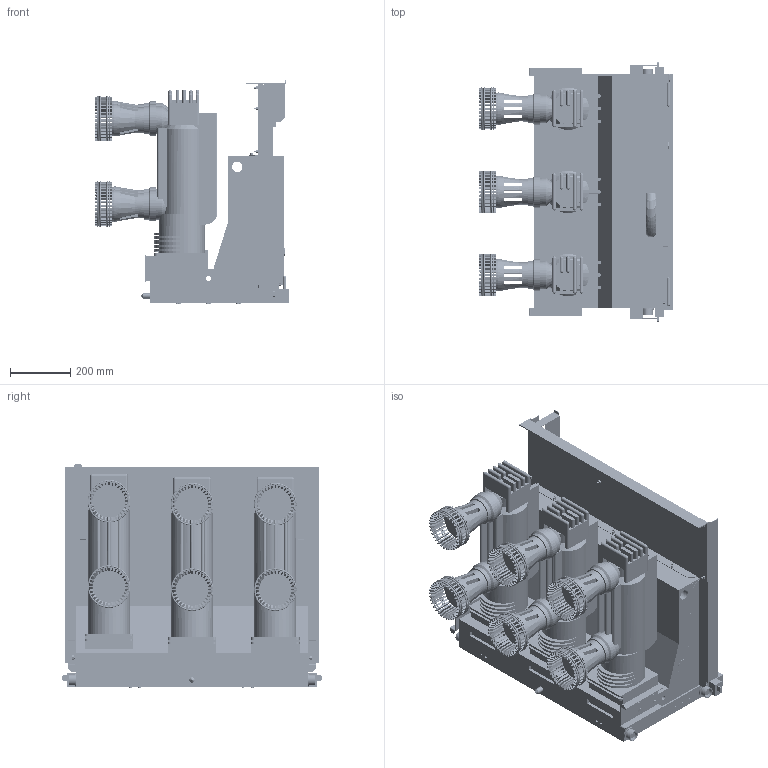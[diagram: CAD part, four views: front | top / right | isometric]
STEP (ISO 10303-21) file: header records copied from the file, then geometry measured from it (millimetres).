
FILE_DESCRIPTION(('STEP AP203'), '1');
FILE_NAME('Âàêóóìíûé âûêëþ÷àòåëü ESQ BB(D)-12 2500-31.5-275 ÓÇ', '', ('UNSPECIFIED'), ('UNSPECIFIED'), 'C3D Converter', 'C3D Toolkit', '');
FILE_SCHEMA(('CONFIG_CONTROL_DESIGN'));
Length unit declared in the file: millimetre
Assembly tree (13 placements, depth 2):
  (unnamed)
    (unnamed)
    (unnamed)  x3
    (unnamed)
    (unnamed)
    (unnamed)
    (unnamed)
    (unnamed)
    (unnamed)
    (unnamed)  x3
Bounding box: 643.25 x 858 x 740 mm (x, y, z)
Volume: 128513245.5 mm3; surface area: 7312219.2 mm2
Topology: 232 solids, 232 shells, 6818 faces, 18452 edges, 12237 vertices
Faces by surface type: plane 4167, extrusion 1453, cylinder 1099, cone 40, sphere 30, torus 28, bspline 1
Full cylindrical faces by diameter (mm): 4 x3, 4.5 x6, 5 x2, 6 x12, 7 x4, 8 x2, 9 x16, 9.5 x3, 10 x10, 12 x6, 12.5 x2, 14 x5, 14.5 x1, 15 x1, 16 x1, 16.278 x1, 18 x3, 18.278 x1, 20 x1, 23.379 x1, 25.379 x1, 26 x1, 32 x4, 34.5 x1, 36.5 x5, 42 x2, 44 x3, 50 x2, 84 x6, 93 x12
Entity records: 169293 total; most frequent: CARTESIAN_POINT 37437, ORIENTED_EDGE 23786, DIRECTION 17384, EDGE_CURVE 11893, VECTOR 9342, VERTEX_POINT 7986, LINE 7889, EDGE_LOOP 4861
